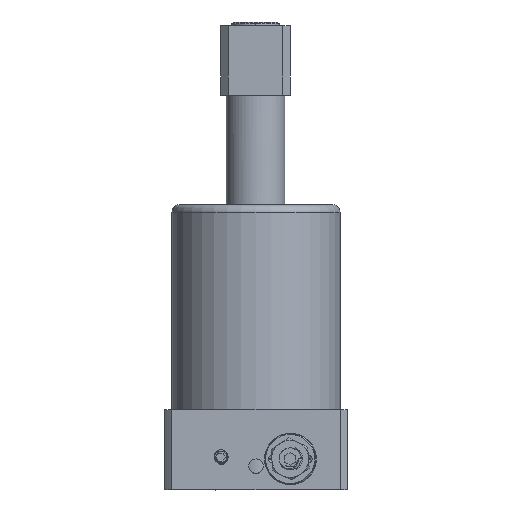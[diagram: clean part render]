
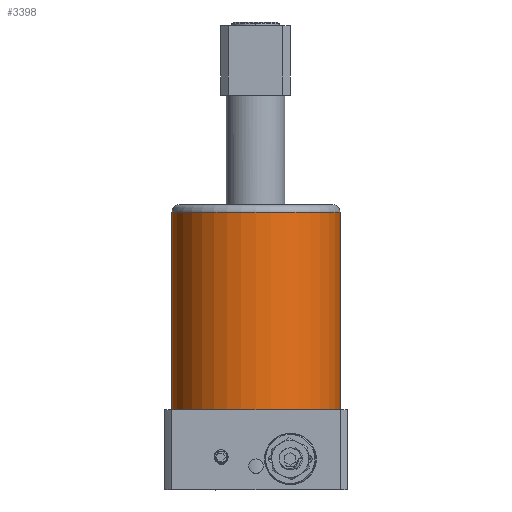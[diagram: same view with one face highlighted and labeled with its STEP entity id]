
A CAD part, front view. The second image highlights one B-rep face of the part: STEP entity #3398.
In plain terms, the highlighted cylindrical face has radius 23 mm (diameter 46 mm), a partial arc.
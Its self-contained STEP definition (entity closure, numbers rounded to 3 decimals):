
#1111 = DIRECTION ( 'NONE',  ( 0., 0., -1. ) ) ;
#1412 = CIRCLE ( 'NONE', #12994, 23. ) ;
#1584 = CARTESIAN_POINT ( 'NONE',  ( 23., 0., 78. ) ) ;
#1705 = VERTEX_POINT ( 'NONE', #48757 ) ;
#1797 = LINE ( 'NONE', #1584, #46708 ) ;
#2780 = DIRECTION ( 'NONE',  ( 0., 0., 1. ) ) ;
#3398 = ADVANCED_FACE ( 'NONE', ( #8578 ), #42937, .T. ) ;
#6778 = VERTEX_POINT ( 'NONE', #14169 ) ;
#7836 = ORIENTED_EDGE ( 'NONE', *, *, #9817, .T. ) ;
#8291 = EDGE_CURVE ( 'NONE', #6778, #9406, #1412, .T. ) ;
#8578 = FACE_OUTER_BOUND ( 'NONE', #47105, .T. ) ;
#8687 = ORIENTED_EDGE ( 'NONE', *, *, #8291, .T. ) ;
#9406 = VERTEX_POINT ( 'NONE', #51364 ) ;
#9817 = EDGE_CURVE ( 'NONE', #1705, #48058, #36175, .T. ) ;
#12994 = AXIS2_PLACEMENT_3D ( 'NONE', #27963, #1111, #32471 ) ;
#14169 = CARTESIAN_POINT ( 'NONE',  ( 23., 0., 76. ) ) ;
#19912 = DIRECTION ( 'NONE',  ( -1., 0., 0. ) ) ;
#20870 = AXIS2_PLACEMENT_3D ( 'NONE', #29632, #2780, #34139 ) ;
#24310 = VECTOR ( 'NONE', #37973, 1000. ) ;
#26547 = ORIENTED_EDGE ( 'NONE', *, *, #38747, .F. ) ;
#27963 = CARTESIAN_POINT ( 'NONE',  ( 0., 0., 76. ) ) ;
#29439 = AXIS2_PLACEMENT_3D ( 'NONE', #55447, #51311, #19912 ) ;
#29632 = CARTESIAN_POINT ( 'NONE',  ( 0., 0., 22. ) ) ;
#32471 = DIRECTION ( 'NONE',  ( -1., 0., 0. ) ) ;
#32926 = DIRECTION ( 'NONE',  ( 0., 0., -1. ) ) ;
#33471 = CARTESIAN_POINT ( 'NONE',  ( -23., 0., 78. ) ) ;
#34139 = DIRECTION ( 'NONE',  ( -1., 0., 0. ) ) ;
#36175 = CIRCLE ( 'NONE', #20870, 23. ) ;
#36525 = EDGE_CURVE ( 'NONE', #9406, #1705, #50989, .T. ) ;
#37973 = DIRECTION ( 'NONE',  ( 0., 0., -1. ) ) ;
#38747 = EDGE_CURVE ( 'NONE', #6778, #48058, #1797, .T. ) ;
#42332 = ORIENTED_EDGE ( 'NONE', *, *, #36525, .T. ) ;
#42937 = CYLINDRICAL_SURFACE ( 'NONE', #29439, 23. ) ;
#46708 = VECTOR ( 'NONE', #32926, 1000. ) ;
#47105 = EDGE_LOOP ( 'NONE', ( #26547, #8687, #42332, #7836 ) ) ;
#48058 = VERTEX_POINT ( 'NONE', #56111 ) ;
#48757 = CARTESIAN_POINT ( 'NONE',  ( -23., 0., 22. ) ) ;
#50989 = LINE ( 'NONE', #33471, #24310 ) ;
#51311 = DIRECTION ( 'NONE',  ( 0., 0., -1. ) ) ;
#51364 = CARTESIAN_POINT ( 'NONE',  ( -23., 0., 76. ) ) ;
#55447 = CARTESIAN_POINT ( 'NONE',  ( 0., 0., 78. ) ) ;
#56111 = CARTESIAN_POINT ( 'NONE',  ( 23., 0., 22. ) ) ;
